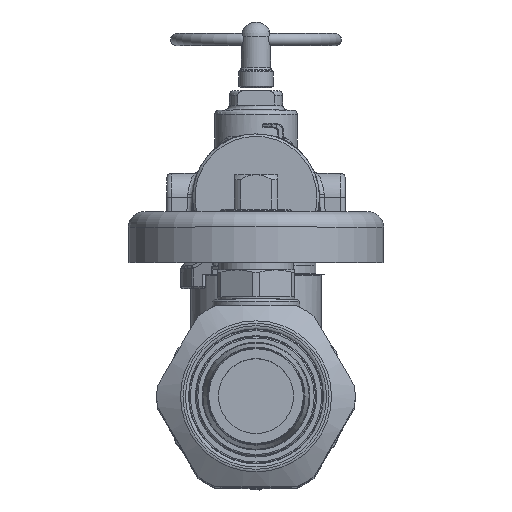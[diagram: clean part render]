
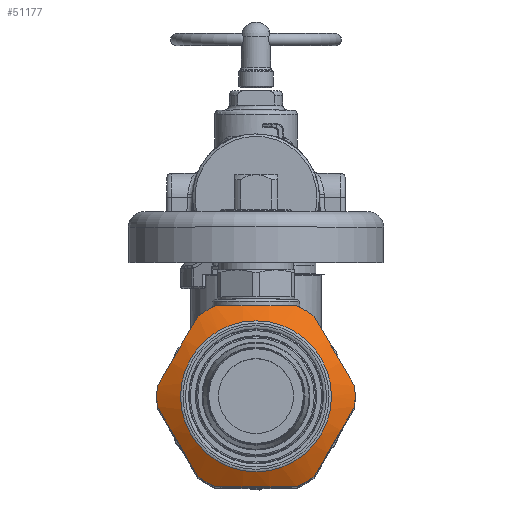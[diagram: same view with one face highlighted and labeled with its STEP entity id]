
A CAD part, top view. The second image highlights one B-rep face of the part: STEP entity #51177.
In plain terms, the highlighted conical face has half-angle 60 degrees and reference radius 17.78 mm.
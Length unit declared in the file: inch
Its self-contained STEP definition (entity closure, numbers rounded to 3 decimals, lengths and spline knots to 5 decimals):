
#82=(
BOUNDED_CURVE()
B_SPLINE_CURVE(2,(#154688,#154689,#154690),.UNSPECIFIED.,.F.,.F.)
B_SPLINE_CURVE_WITH_KNOTS((3,3),(0.,1.67512),.UNSPECIFIED.)
CURVE()
GEOMETRIC_REPRESENTATION_ITEM()
RATIONAL_B_SPLINE_CURVE((1.,1.096,1.))
REPRESENTATION_ITEM('')
);
#83=(
BOUNDED_CURVE()
B_SPLINE_CURVE(2,(#154694,#154695,#154696),.UNSPECIFIED.,.F.,.F.)
B_SPLINE_CURVE_WITH_KNOTS((3,3),(0.,1.67512),.UNSPECIFIED.)
CURVE()
GEOMETRIC_REPRESENTATION_ITEM()
RATIONAL_B_SPLINE_CURVE((1.,1.096,1.))
REPRESENTATION_ITEM('')
);
#84=(
BOUNDED_CURVE()
B_SPLINE_CURVE(2,(#154700,#154701,#154702),.UNSPECIFIED.,.F.,.F.)
B_SPLINE_CURVE_WITH_KNOTS((3,3),(0.,1.67512),.UNSPECIFIED.)
CURVE()
GEOMETRIC_REPRESENTATION_ITEM()
RATIONAL_B_SPLINE_CURVE((1.,1.096,1.))
REPRESENTATION_ITEM('')
);
#85=(
BOUNDED_CURVE()
B_SPLINE_CURVE(2,(#154706,#154707,#154708),.UNSPECIFIED.,.F.,.F.)
B_SPLINE_CURVE_WITH_KNOTS((3,3),(0.,1.67512),.UNSPECIFIED.)
CURVE()
GEOMETRIC_REPRESENTATION_ITEM()
RATIONAL_B_SPLINE_CURVE((1.,1.096,1.))
REPRESENTATION_ITEM('')
);
#86=(
BOUNDED_CURVE()
B_SPLINE_CURVE(2,(#154712,#154713,#154714),.UNSPECIFIED.,.F.,.F.)
B_SPLINE_CURVE_WITH_KNOTS((3,3),(0.,1.67512),.UNSPECIFIED.)
CURVE()
GEOMETRIC_REPRESENTATION_ITEM()
RATIONAL_B_SPLINE_CURVE((1.,1.096,1.))
REPRESENTATION_ITEM('')
);
#87=(
BOUNDED_CURVE()
B_SPLINE_CURVE(2,(#154718,#154719,#154720),.UNSPECIFIED.,.F.,.F.)
B_SPLINE_CURVE_WITH_KNOTS((3,3),(0.,1.67512),.UNSPECIFIED.)
CURVE()
GEOMETRIC_REPRESENTATION_ITEM()
RATIONAL_B_SPLINE_CURVE((1.,1.096,1.))
REPRESENTATION_ITEM('')
);
#3761=CONICAL_SURFACE('',#55592,0.7,1.047);
#5815=FACE_OUTER_BOUND('',#9102,.T.);
#9102=EDGE_LOOP('',(#41099,#41100,#41101,#41102,#41103,#41104,#41105,#41106,
#41107,#41108,#41109,#41110,#41111,#41112,#41113,#41114));
#14553=CIRCLE('',#55589,0.60928);
#14555=CIRCLE('',#55593,0.8);
#14556=CIRCLE('',#55594,0.8);
#14557=CIRCLE('',#55595,0.8);
#14558=CIRCLE('',#55596,0.8);
#14559=CIRCLE('',#55597,0.8);
#14560=CIRCLE('',#55598,0.8);
#14561=CIRCLE('',#55599,0.8);
#16384=LINE('',#154684,#18850);
#18850=VECTOR('',#63895,0.7);
#22804=VERTEX_POINT('',#154676);
#22806=VERTEX_POINT('',#154683);
#22807=VERTEX_POINT('',#154685);
#22808=VERTEX_POINT('',#154687);
#22809=VERTEX_POINT('',#154691);
#22810=VERTEX_POINT('',#154693);
#22811=VERTEX_POINT('',#154697);
#22812=VERTEX_POINT('',#154699);
#22813=VERTEX_POINT('',#154703);
#22814=VERTEX_POINT('',#154705);
#22815=VERTEX_POINT('',#154709);
#22816=VERTEX_POINT('',#154711);
#22817=VERTEX_POINT('',#154715);
#22818=VERTEX_POINT('',#154717);
#29259=EDGE_CURVE('',#22804,#22804,#14553,.T.);
#29261=EDGE_CURVE('',#22804,#22806,#16384,.T.);
#29262=EDGE_CURVE('',#22807,#22806,#14555,.T.);
#29263=EDGE_CURVE('',#22808,#22807,#82,.T.);
#29264=EDGE_CURVE('',#22809,#22808,#14556,.T.);
#29265=EDGE_CURVE('',#22810,#22809,#83,.T.);
#29266=EDGE_CURVE('',#22811,#22810,#14557,.T.);
#29267=EDGE_CURVE('',#22812,#22811,#84,.T.);
#29268=EDGE_CURVE('',#22813,#22812,#14558,.T.);
#29269=EDGE_CURVE('',#22814,#22813,#85,.T.);
#29270=EDGE_CURVE('',#22815,#22814,#14559,.T.);
#29271=EDGE_CURVE('',#22816,#22815,#86,.T.);
#29272=EDGE_CURVE('',#22817,#22816,#14560,.T.);
#29273=EDGE_CURVE('',#22818,#22817,#87,.T.);
#29274=EDGE_CURVE('',#22806,#22818,#14561,.T.);
#41099=ORIENTED_EDGE('',*,*,#29259,.F.);
#41100=ORIENTED_EDGE('',*,*,#29261,.T.);
#41101=ORIENTED_EDGE('',*,*,#29262,.F.);
#41102=ORIENTED_EDGE('',*,*,#29263,.F.);
#41103=ORIENTED_EDGE('',*,*,#29264,.F.);
#41104=ORIENTED_EDGE('',*,*,#29265,.F.);
#41105=ORIENTED_EDGE('',*,*,#29266,.F.);
#41106=ORIENTED_EDGE('',*,*,#29267,.F.);
#41107=ORIENTED_EDGE('',*,*,#29268,.F.);
#41108=ORIENTED_EDGE('',*,*,#29269,.F.);
#41109=ORIENTED_EDGE('',*,*,#29270,.F.);
#41110=ORIENTED_EDGE('',*,*,#29271,.F.);
#41111=ORIENTED_EDGE('',*,*,#29272,.F.);
#41112=ORIENTED_EDGE('',*,*,#29273,.F.);
#41113=ORIENTED_EDGE('',*,*,#29274,.F.);
#41114=ORIENTED_EDGE('',*,*,#29261,.F.);
#51177=ADVANCED_FACE('',(#5815),#3761,.T.);
#55589=AXIS2_PLACEMENT_3D('',#154678,#63887,#63888);
#55592=AXIS2_PLACEMENT_3D('',#154682,#63893,#63894);
#55593=AXIS2_PLACEMENT_3D('',#154686,#63896,#63897);
#55594=AXIS2_PLACEMENT_3D('',#154692,#63898,#63899);
#55595=AXIS2_PLACEMENT_3D('',#154698,#63900,#63901);
#55596=AXIS2_PLACEMENT_3D('',#154704,#63902,#63903);
#55597=AXIS2_PLACEMENT_3D('',#154710,#63904,#63905);
#55598=AXIS2_PLACEMENT_3D('',#154716,#63906,#63907);
#55599=AXIS2_PLACEMENT_3D('',#154721,#63908,#63909);
#63887=DIRECTION('center_axis',(0.,0.,
1.));
#63888=DIRECTION('ref_axis',(-1.,0.,0.));
#63893=DIRECTION('center_axis',(0.,0.,-1.));
#63894=DIRECTION('ref_axis',(1.,0.,0.));
#63895=DIRECTION('',(-0.866,0.,-0.5));
#63896=DIRECTION('center_axis',(0.,0.,-1.));
#63897=DIRECTION('ref_axis',(-1.,0.,0.));
#63898=DIRECTION('center_axis',(0.,0.,-1.));
#63899=DIRECTION('ref_axis',(-1.,0.,0.));
#63900=DIRECTION('center_axis',(0.,0.,-1.));
#63901=DIRECTION('ref_axis',(-1.,0.,0.));
#63902=DIRECTION('center_axis',(0.,0.,-1.));
#63903=DIRECTION('ref_axis',(-1.,0.,0.));
#63904=DIRECTION('center_axis',(0.,0.,-1.));
#63905=DIRECTION('ref_axis',(-1.,0.,0.));
#63906=DIRECTION('center_axis',(0.,0.,-1.));
#63907=DIRECTION('ref_axis',(-1.,0.,0.));
#63908=DIRECTION('center_axis',(0.,0.,-1.));
#63909=DIRECTION('ref_axis',(-1.,0.,0.));
#154676=CARTESIAN_POINT('',(-0.60928,0.,0.62464));
#154678=CARTESIAN_POINT('Origin',(0.,0.,
0.62464));
#154682=CARTESIAN_POINT('Origin',(0.,0.,0.57226));
#154683=CARTESIAN_POINT('',(-0.8,0.,0.51453));
#154684=CARTESIAN_POINT('',(-0.7,0.,0.57226));
#154685=CARTESIAN_POINT('',(-0.79583,-0.08158,0.51453));
#154686=CARTESIAN_POINT('Origin',(0.,0.,0.51453));
#154687=CARTESIAN_POINT('',(-0.46857,-0.64842,0.51453));
#154688=CARTESIAN_POINT('Ctrl Pts',(-0.46857,-0.64842,
0.51453));
#154689=CARTESIAN_POINT('Ctrl Pts',(-0.6322,-0.365,0.59182));
#154690=CARTESIAN_POINT('Ctrl Pts',(-0.79583,-0.08158,
0.51453));
#154691=CARTESIAN_POINT('',(-0.32726,-0.73,0.51453));
#154692=CARTESIAN_POINT('Origin',(0.,0.,0.51453));
#154693=CARTESIAN_POINT('',(0.32726,-0.73,0.51453));
#154694=CARTESIAN_POINT('Ctrl Pts',(0.32726,-0.73,0.51453));
#154695=CARTESIAN_POINT('Ctrl Pts',(0.,-0.73,0.59182));
#154696=CARTESIAN_POINT('Ctrl Pts',(-0.32726,-0.73,0.51453));
#154697=CARTESIAN_POINT('',(0.46857,-0.64842,0.51453));
#154698=CARTESIAN_POINT('Origin',(0.,0.,0.51453));
#154699=CARTESIAN_POINT('',(0.79583,-0.08158,0.51453));
#154700=CARTESIAN_POINT('Ctrl Pts',(0.79583,-0.08158,
0.51453));
#154701=CARTESIAN_POINT('Ctrl Pts',(0.6322,-0.365,
0.59182));
#154702=CARTESIAN_POINT('Ctrl Pts',(0.46857,-0.64842,
0.51453));
#154703=CARTESIAN_POINT('',(0.79583,0.08158,0.51453));
#154704=CARTESIAN_POINT('Origin',(0.,0.,0.51453));
#154705=CARTESIAN_POINT('',(0.46857,0.64842,0.51453));
#154706=CARTESIAN_POINT('Ctrl Pts',(0.46857,0.64842,
0.51453));
#154707=CARTESIAN_POINT('Ctrl Pts',(0.6322,0.365,0.59182));
#154708=CARTESIAN_POINT('Ctrl Pts',(0.79583,0.08158,
0.51453));
#154709=CARTESIAN_POINT('',(0.32726,0.73,0.51453));
#154710=CARTESIAN_POINT('Origin',(0.,0.,0.51453));
#154711=CARTESIAN_POINT('',(-0.32726,0.73,0.51453));
#154712=CARTESIAN_POINT('Ctrl Pts',(-0.32726,0.73,
0.51453));
#154713=CARTESIAN_POINT('Ctrl Pts',(0.,0.73,0.59182));
#154714=CARTESIAN_POINT('Ctrl Pts',(0.32726,0.73,0.51453));
#154715=CARTESIAN_POINT('',(-0.46857,0.64842,0.51453));
#154716=CARTESIAN_POINT('Origin',(0.,0.,0.51453));
#154717=CARTESIAN_POINT('',(-0.79583,0.08158,0.51453));
#154718=CARTESIAN_POINT('Ctrl Pts',(-0.79583,0.08158,
0.51453));
#154719=CARTESIAN_POINT('Ctrl Pts',(-0.6322,0.365,
0.59182));
#154720=CARTESIAN_POINT('Ctrl Pts',(-0.46857,0.64842,
0.51453));
#154721=CARTESIAN_POINT('Origin',(0.,0.,0.51453));
